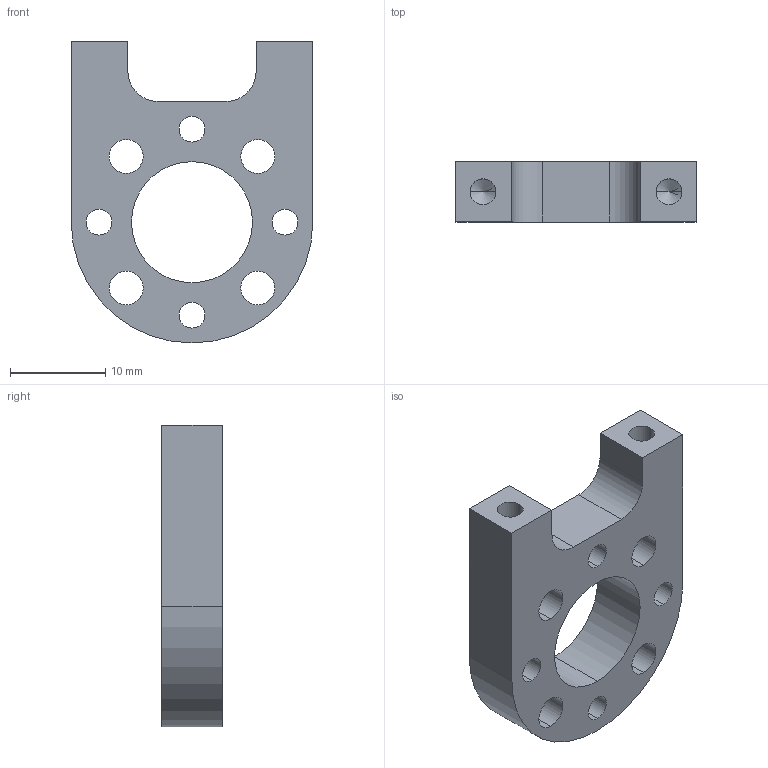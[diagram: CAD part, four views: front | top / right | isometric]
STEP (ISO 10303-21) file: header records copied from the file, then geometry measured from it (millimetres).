
FILE_DESCRIPTION (( 'STEP AP203' ), '1' );
FILE_NAME ('545404.STEP', '2014-07-10T20:19:26', ( 'Kyle' ), ( 'Microsoft' ), 'SwSTEP 2.0', 'SolidWorks 2014', '' );
FILE_SCHEMA (( 'CONFIG_CONTROL_DESIGN' ));
Length unit declared in the file: inch
Products named in the file (1): 545404
Bounding box: 25.4 x 6.35 x 31.75 mm (x, y, z)
Volume: 2868.4 mm3; surface area: 2536.8 mm2
Topology: 1 solids, 1 shells, 39 faces, 107 edges, 68 vertices
Faces by surface type: cylinder 26, plane 9, cone 4
Entity records: 1348 total; most frequent: DIRECTION 235, CARTESIAN_POINT 211, ORIENTED_EDGE 206, EDGE_CURVE 103, AXIS2_PLACEMENT_3D 92, VERTEX_POINT 68, EDGE_LOOP 59, CIRCLE 52
